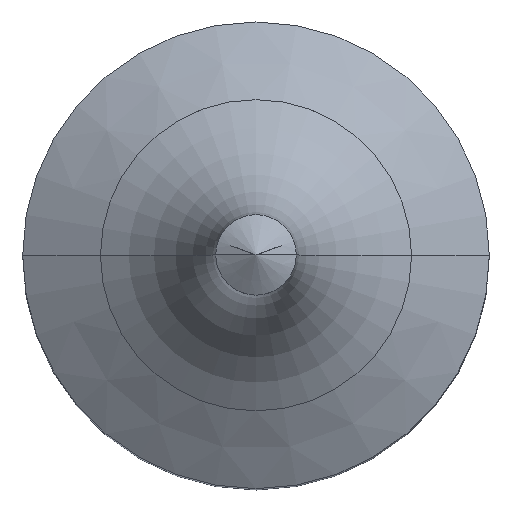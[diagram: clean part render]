
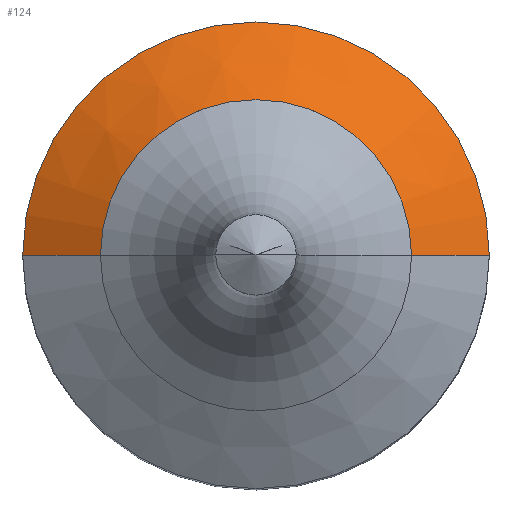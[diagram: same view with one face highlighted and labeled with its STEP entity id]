
A CAD part, top view. The second image highlights one B-rep face of the part: STEP entity #124.
In plain terms, the highlighted conical face has half-angle 60 degrees and reference radius 4 mm.
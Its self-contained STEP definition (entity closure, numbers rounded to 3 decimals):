
#116 = EDGE_CURVE ( 'NONE', #121, #183, #430, .T. ) ;
#117 = ORIENTED_EDGE ( 'NONE', *, *, #171, .F. ) ;
#118 = ORIENTED_EDGE ( 'NONE', *, *, #116, .T. ) ;
#119 = ORIENTED_EDGE ( 'NONE', *, *, #122, .T. ) ;
#121 = VERTEX_POINT ( 'NONE', #474 ) ;
#122 = EDGE_CURVE ( 'NONE', #123, #121, #466, .T. ) ;
#123 = VERTEX_POINT ( 'NONE', #426 ) ;
#124 = ADVANCED_FACE ( 'NONE', ( #425 ), #423, .T. ) ;
#156 = VERTEX_POINT ( 'NONE', #725 ) ;
#170 = EDGE_LOOP ( 'NONE', ( #119, #118, #172, #117 ) ) ;
#171 = EDGE_CURVE ( 'NONE', #123, #156, #668, .T. ) ;
#172 = ORIENTED_EDGE ( 'NONE', *, *, #176, .F. ) ;
#176 = EDGE_CURVE ( 'NONE', #156, #183, #613, .T. ) ;
#183 = VERTEX_POINT ( 'NONE', #625 ) ;
#415 = DIRECTION ( 'NONE',  ( -1., 0., 0. ) ) ;
#416 = DIRECTION ( 'NONE',  ( 0., 0., -1. ) ) ;
#419 = CARTESIAN_POINT ( 'NONE',  ( 0., 0., 51.723 ) ) ;
#420 = DIRECTION ( 'NONE',  ( -1., 0., 0. ) ) ;
#421 = DIRECTION ( 'NONE',  ( 0., 0., -1. ) ) ;
#423 = CONICAL_SURFACE ( 'NONE', #467, 4., 1.047 ) ;
#425 = FACE_OUTER_BOUND ( 'NONE', #170, .T. ) ;
#426 = CARTESIAN_POINT ( 'NONE',  ( -4., 0., 51.723 ) ) ;
#427 = DIRECTION ( 'NONE',  ( 0.866, 0., -0.5 ) ) ;
#428 = VECTOR ( 'NONE', #427, 1000. ) ;
#429 = CARTESIAN_POINT ( 'NONE',  ( 4., 0., 51.723 ) ) ;
#430 = LINE ( 'NONE', #429, #428 ) ;
#431 = AXIS2_PLACEMENT_3D ( 'NONE', #473, #421, #420 ) ;
#466 = CIRCLE ( 'NONE', #431, 4. ) ;
#467 = AXIS2_PLACEMENT_3D ( 'NONE', #419, #416, #415 ) ;
#473 = CARTESIAN_POINT ( 'NONE',  ( 0., 0., 51.723 ) ) ;
#474 = CARTESIAN_POINT ( 'NONE',  ( 4., 0., 51.723 ) ) ;
#613 = CIRCLE ( 'NONE', #690, 6. ) ;
#623 = DIRECTION ( 'NONE',  ( -0.866, 0., -0.5 ) ) ;
#624 = VECTOR ( 'NONE', #623, 1000. ) ;
#625 = CARTESIAN_POINT ( 'NONE',  ( 6., 0., 50.568 ) ) ;
#668 = LINE ( 'NONE', #718, #624 ) ;
#687 = DIRECTION ( 'NONE',  ( -1., 0., 0. ) ) ;
#688 = DIRECTION ( 'NONE',  ( 0., 0., -1. ) ) ;
#689 = CARTESIAN_POINT ( 'NONE',  ( 0., 0., 50.568 ) ) ;
#690 = AXIS2_PLACEMENT_3D ( 'NONE', #689, #688, #687 ) ;
#718 = CARTESIAN_POINT ( 'NONE',  ( -4., 0., 51.723 ) ) ;
#725 = CARTESIAN_POINT ( 'NONE',  ( -6., 0., 50.568 ) ) ;
